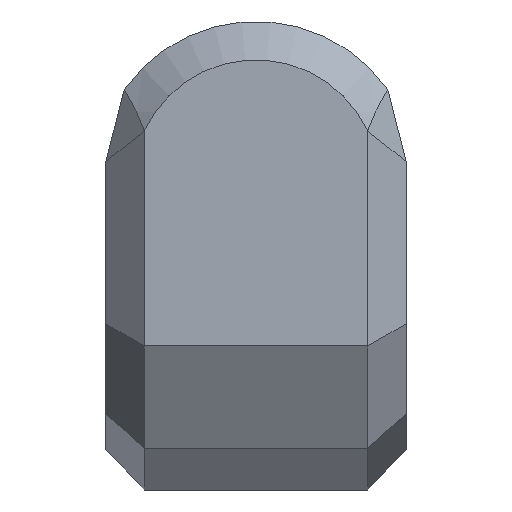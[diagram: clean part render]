
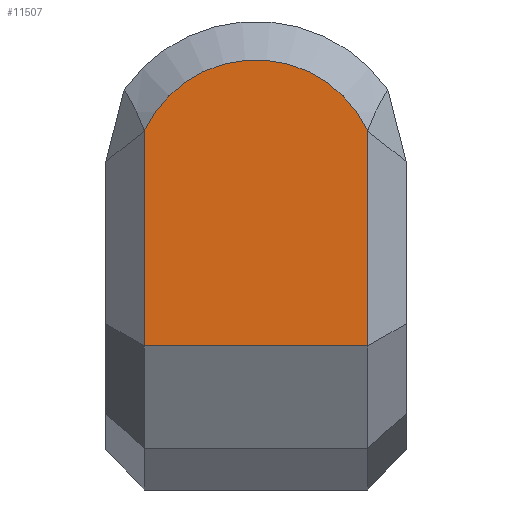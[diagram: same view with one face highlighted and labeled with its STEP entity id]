
A CAD part, top view. The second image highlights one B-rep face of the part: STEP entity #11507.
In plain terms, the highlighted planar face has unit normal (0, 0, 1).
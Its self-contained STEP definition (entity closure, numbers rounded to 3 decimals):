
#1623=PLANE('',#11680);
#2241=FACE_OUTER_BOUND('',#2898,.T.);
#2898=EDGE_LOOP('',(#10783,#10784,#10785,#10786));
#2934=CIRCLE('',#11681,32.);
#3646=LINE('',#21138,#4411);
#3677=LINE('',#21202,#4442);
#3679=LINE('',#21206,#4444);
#4411=VECTOR('',#12638,10.);
#4442=VECTOR('',#12701,10.);
#4444=VECTOR('',#12705,10.);
#5598=VERTEX_POINT('',#21132);
#5599=VERTEX_POINT('',#21137);
#5616=VERTEX_POINT('',#21201);
#5617=VERTEX_POINT('',#21205);
#7316=EDGE_CURVE('',#5599,#5598,#3646,.T.);
#7347=EDGE_CURVE('',#5599,#5616,#3677,.T.);
#7349=EDGE_CURVE('',#5617,#5598,#3679,.T.);
#7350=EDGE_CURVE('',#5616,#5617,#2934,.T.);
#10783=ORIENTED_EDGE('',*,*,#7316,.T.);
#10784=ORIENTED_EDGE('',*,*,#7349,.F.);
#10785=ORIENTED_EDGE('',*,*,#7350,.F.);
#10786=ORIENTED_EDGE('',*,*,#7347,.F.);
#11507=ADVANCED_FACE('',(#2241),#1623,.T.);
#11680=AXIS2_PLACEMENT_3D('',#21204,#12703,#12704);
#11681=AXIS2_PLACEMENT_3D('',#21207,#12706,#12707);
#12638=DIRECTION('',(1.,0.,0.));
#12701=DIRECTION('',(0.,1.,0.));
#12703=DIRECTION('center_axis',(0.,0.,
1.));
#12704=DIRECTION('ref_axis',(1.,0.,0.));
#12705=DIRECTION('',(0.,-1.,0.));
#12706=DIRECTION('center_axis',(0.,0.,
-1.));
#12707=DIRECTION('ref_axis',(0.929,0.371,0.));
#21132=CARTESIAN_POINT('',(25.244,-179.248,50.866));
#21137=CARTESIAN_POINT('',(-32.756,-179.248,50.866));
#21138=CARTESIAN_POINT('',(-3.756,-179.248,50.866));
#21201=CARTESIAN_POINT('',(-32.756,-123.411,50.866));
#21202=CARTESIAN_POINT('',(-32.756,-129.511,50.866));
#21204=CARTESIAN_POINT('Origin',(-3.756,-137.671,50.866));
#21205=CARTESIAN_POINT('',(25.244,-123.411,50.866));
#21206=CARTESIAN_POINT('',(25.244,-159.037,50.866));
#21207=CARTESIAN_POINT('Origin',(-3.756,-136.939,50.866));
